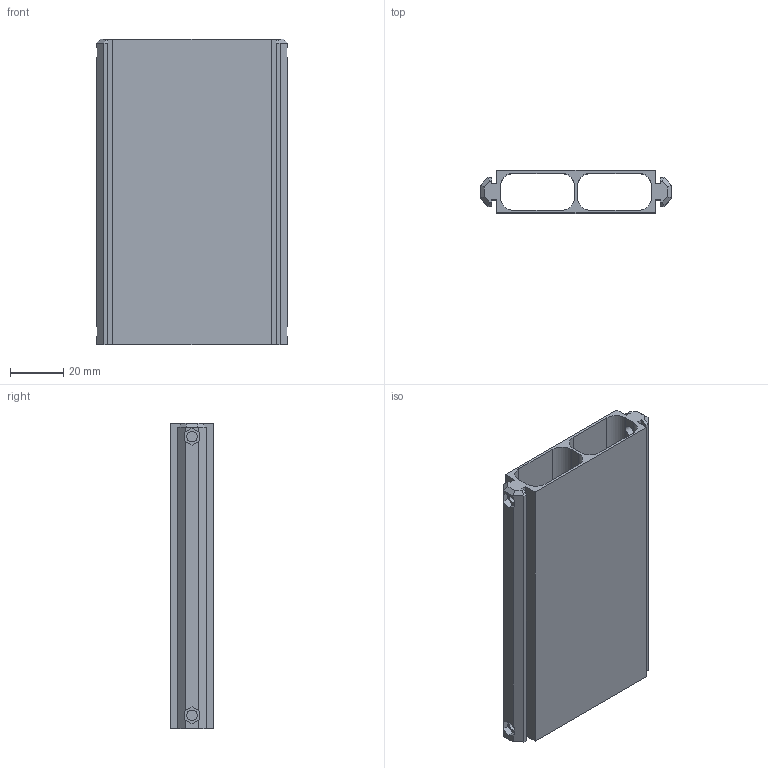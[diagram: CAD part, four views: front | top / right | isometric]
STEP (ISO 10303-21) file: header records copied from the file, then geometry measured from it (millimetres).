
FILE_DESCRIPTION(('FreeCAD Model'),'2;1');
FILE_NAME('Open CASCADE Shape Model','2022-02-10T14:20:33',('Author'),( ''),'Open CASCADE STEP processor 7.5','FreeCAD','Unknown');
FILE_SCHEMA(('AUTOMOTIVE_DESIGN { 1 0 10303 214 1 1 1 1 }'));
Length unit declared in the file: millimetre
Products named in the file (1): Chamfer006
Bounding box: 72 x 16 x 115 mm (x, y, z)
Volume: 35164 mm3; surface area: 39910.7 mm2
Topology: 1 solids, 1 shells, 92 faces, 266 edges, 172 vertices
Faces by surface type: plane 80, cylinder 12
Full cylindrical faces by diameter (mm): 4 x4
Entity records: 6416 total; most frequent: CARTESIAN_POINT 1179, DIRECTION 930, LINE 654, VECTOR 654, ORIENTED_EDGE 532, PCURVE 532, DEFINITIONAL_REPRESENTATION 532, EDGE_CURVE 266
